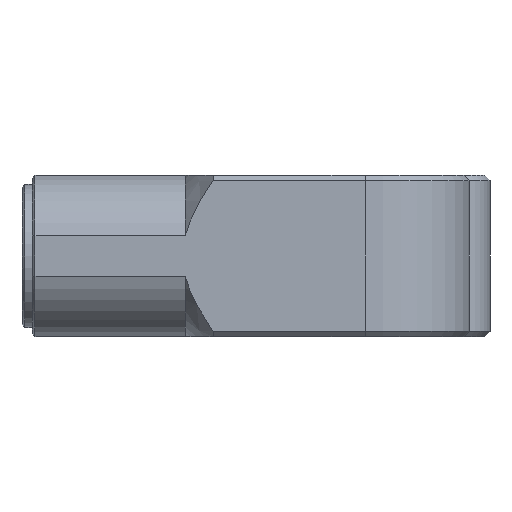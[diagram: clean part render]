
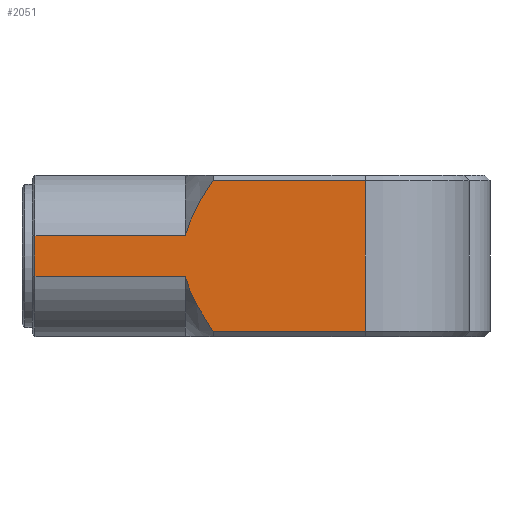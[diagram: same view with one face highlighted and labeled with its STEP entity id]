
A CAD part, left-side view. The second image highlights one B-rep face of the part: STEP entity #2051.
In plain terms, the highlighted planar face has unit normal (-1, 0, 0).
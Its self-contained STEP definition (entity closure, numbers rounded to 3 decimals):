
#94=(
BOUNDED_CURVE()
B_SPLINE_CURVE(2,(#3261,#3262,#3263),.UNSPECIFIED.,.F.,.F.)
B_SPLINE_CURVE_WITH_KNOTS((3,3),(0.016,0.617),
 .UNSPECIFIED.)
CURVE()
GEOMETRIC_REPRESENTATION_ITEM()
RATIONAL_B_SPLINE_CURVE((1.002,1.047,1.))
REPRESENTATION_ITEM('')
);
#95=(
BOUNDED_CURVE()
B_SPLINE_CURVE(2,(#3271,#3272,#3273),.UNSPECIFIED.,.F.,.F.)
B_SPLINE_CURVE_WITH_KNOTS((3,3),(0.,0.601),.UNSPECIFIED.)
CURVE()
GEOMETRIC_REPRESENTATION_ITEM()
RATIONAL_B_SPLINE_CURVE((1.,1.047,1.002))
REPRESENTATION_ITEM('')
);
#113=PLANE('',#2246);
#186=FACE_OUTER_BOUND('',#322,.T.);
#322=EDGE_LOOP('',(#1530,#1531,#1532,#1533,#1534,#1535,#1536,#1537));
#484=LINE('',#3255,#665);
#486=LINE('',#3259,#667);
#487=LINE('',#3265,#668);
#488=LINE('',#3267,#669);
#489=LINE('',#3269,#670);
#490=LINE('',#3274,#671);
#665=VECTOR('',#2567,10.);
#667=VECTOR('',#2571,10.);
#668=VECTOR('',#2572,10.);
#669=VECTOR('',#2573,10.);
#670=VECTOR('',#2574,10.);
#671=VECTOR('',#2575,10.);
#968=VERTEX_POINT('',#3230);
#972=VERTEX_POINT('',#3248);
#973=VERTEX_POINT('',#3258);
#974=VERTEX_POINT('',#3260);
#975=VERTEX_POINT('',#3264);
#976=VERTEX_POINT('',#3266);
#977=VERTEX_POINT('',#3268);
#978=VERTEX_POINT('',#3270);
#1182=EDGE_CURVE('',#968,#972,#484,.T.);
#1184=EDGE_CURVE('',#968,#973,#486,.T.);
#1185=EDGE_CURVE('',#974,#973,#94,.T.);
#1186=EDGE_CURVE('',#975,#974,#487,.T.);
#1187=EDGE_CURVE('',#976,#975,#488,.T.);
#1188=EDGE_CURVE('',#977,#976,#489,.T.);
#1189=EDGE_CURVE('',#978,#977,#95,.T.);
#1190=EDGE_CURVE('',#978,#972,#490,.T.);
#1530=ORIENTED_EDGE('',*,*,#1182,.F.);
#1531=ORIENTED_EDGE('',*,*,#1184,.T.);
#1532=ORIENTED_EDGE('',*,*,#1185,.F.);
#1533=ORIENTED_EDGE('',*,*,#1186,.F.);
#1534=ORIENTED_EDGE('',*,*,#1187,.F.);
#1535=ORIENTED_EDGE('',*,*,#1188,.F.);
#1536=ORIENTED_EDGE('',*,*,#1189,.F.);
#1537=ORIENTED_EDGE('',*,*,#1190,.T.);
#2051=ADVANCED_FACE('',(#186),#113,.T.);
#2246=AXIS2_PLACEMENT_3D('',#3257,#2569,#2570);
#2567=DIRECTION('',(0.,0.,1.));
#2569=DIRECTION('center_axis',(-1.,0.,0.));
#2570=DIRECTION('ref_axis',(0.,-1.,0.));
#2571=DIRECTION('',(0.,-1.,0.));
#2572=DIRECTION('',(0.,1.,0.));
#2573=DIRECTION('',(0.,0.,-1.));
#2574=DIRECTION('',(0.,-1.,0.));
#2575=DIRECTION('',(0.,1.,0.));
#3230=CARTESIAN_POINT('',(-48.5,21.75,-1.953));
#3248=CARTESIAN_POINT('',(-48.5,21.75,1.953));
#3255=CARTESIAN_POINT('',(-48.5,21.75,0.));
#3257=CARTESIAN_POINT('Origin',(-48.5,22.,0.));
#3258=CARTESIAN_POINT('',(-48.5,7.3,-1.953));
#3259=CARTESIAN_POINT('',(-48.5,22.,-1.953));
#3260=CARTESIAN_POINT('',(-48.5,4.619,-7.25));
#3261=CARTESIAN_POINT('Ctrl Pts',(-48.5,4.619,-7.25));
#3262=CARTESIAN_POINT('Ctrl Pts',(-48.5,6.731,-4.211));
#3263=CARTESIAN_POINT('Ctrl Pts',(-48.5,7.3,-1.953));
#3264=CARTESIAN_POINT('',(-48.5,-10.,-7.25));
#3265=CARTESIAN_POINT('',(-48.5,11.,-7.25));
#3266=CARTESIAN_POINT('',(-48.5,-10.,7.25));
#3267=CARTESIAN_POINT('',(-48.5,-10.,3.875));
#3268=CARTESIAN_POINT('',(-48.5,4.619,7.25));
#3269=CARTESIAN_POINT('',(-48.5,11.,7.25));
#3270=CARTESIAN_POINT('',(-48.5,7.3,1.953));
#3271=CARTESIAN_POINT('Ctrl Pts',(-48.5,7.3,1.953));
#3272=CARTESIAN_POINT('Ctrl Pts',(-48.5,6.731,4.211));
#3273=CARTESIAN_POINT('Ctrl Pts',(-48.5,4.619,7.25));
#3274=CARTESIAN_POINT('',(-48.5,22.,1.953));
